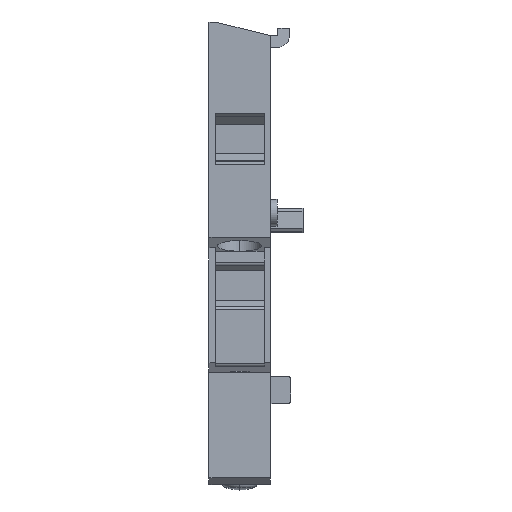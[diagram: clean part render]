
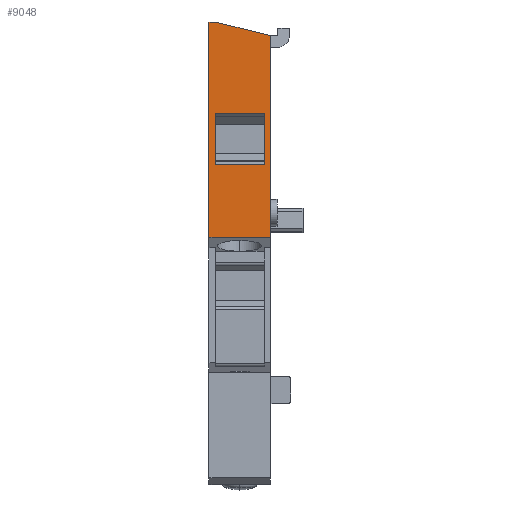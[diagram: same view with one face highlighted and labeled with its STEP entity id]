
A CAD part, left-side view. The second image highlights one B-rep face of the part: STEP entity #9048.
In plain terms, the highlighted planar face has unit normal (-1, 0, 0).
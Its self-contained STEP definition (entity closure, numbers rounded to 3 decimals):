
#143 = CARTESIAN_POINT ( 'NONE',  ( -45., 3.5, 0. ) ) ;
#460 = CARTESIAN_POINT ( 'NONE',  ( -45., 3.6, -13.362 ) ) ;
#573 = CARTESIAN_POINT ( 'NONE',  ( -45., -3.6, -20.938 ) ) ;
#576 = CARTESIAN_POINT ( 'NONE',  ( -45., -3.6, -20.938 ) ) ;
#726 = LINE ( 'NONE', #573, #4977 ) ;
#761 = DIRECTION ( 'NONE',  ( 0., 1., 0. ) ) ;
#837 = EDGE_CURVE ( 'NONE', #1474, #2599, #2277, .T. ) ;
#892 = ORIENTED_EDGE ( 'NONE', *, *, #4752, .T. ) ;
#1474 = VERTEX_POINT ( 'NONE', #6979 ) ;
#1564 = VERTEX_POINT ( 'NONE', #7022 ) ;
#1718 = DIRECTION ( 'NONE',  ( 0., 0., -1. ) ) ;
#1860 = VECTOR ( 'NONE', #1718, 1000. ) ;
#1903 = ORIENTED_EDGE ( 'NONE', *, *, #9324, .F. ) ;
#2000 = ORIENTED_EDGE ( 'NONE', *, *, #4643, .T. ) ;
#2048 = ORIENTED_EDGE ( 'NONE', *, *, #2342, .F. ) ;
#2089 = LINE ( 'NONE', #576, #9967 ) ;
#2137 = DIRECTION ( 'NONE',  ( 0., -0.97, -0.243 ) ) ;
#2238 = CARTESIAN_POINT ( 'NONE',  ( -45., -4.5, -31.6 ) ) ;
#2277 = LINE ( 'NONE', #7113, #6274 ) ;
#2342 = EDGE_CURVE ( 'NONE', #2599, #1564, #8293, .T. ) ;
#2360 = ORIENTED_EDGE ( 'NONE', *, *, #837, .F. ) ;
#2599 = VERTEX_POINT ( 'NONE', #460 ) ;
#2792 = LINE ( 'NONE', #8166, #6299 ) ;
#2919 = DIRECTION ( 'NONE',  ( 0., 0., -1. ) ) ;
#3111 = FACE_BOUND ( 'NONE', #3401, .T. ) ;
#3208 = DIRECTION ( 'NONE',  ( -1., 0., 0. ) ) ;
#3330 = VERTEX_POINT ( 'NONE', #6789 ) ;
#3401 = EDGE_LOOP ( 'NONE', ( #4128, #9041, #2048, #2360 ) ) ;
#3437 = CARTESIAN_POINT ( 'NONE',  ( -45., -4.5, -2. ) ) ;
#3880 = EDGE_CURVE ( 'NONE', #7406, #5994, #2792, .T. ) ;
#3939 = CARTESIAN_POINT ( 'NONE',  ( -45., 4.5, 0. ) ) ;
#4128 = ORIENTED_EDGE ( 'NONE', *, *, #9312, .T. ) ;
#4271 = CARTESIAN_POINT ( 'NONE',  ( -45., 4.5, 0. ) ) ;
#4502 = VECTOR ( 'NONE', #4544, 1000. ) ;
#4544 = DIRECTION ( 'NONE',  ( 0., -1., 0. ) ) ;
#4643 = EDGE_CURVE ( 'NONE', #8967, #7174, #6277, .T. ) ;
#4674 = DIRECTION ( 'NONE',  ( 0., 0., 1. ) ) ;
#4752 = EDGE_CURVE ( 'NONE', #7174, #5994, #6373, .T. ) ;
#4886 = CARTESIAN_POINT ( 'NONE',  ( -45., 4.5, -31.6 ) ) ;
#4977 = VECTOR ( 'NONE', #8439, 1000. ) ;
#5115 = DIRECTION ( 'NONE',  ( 0., 0., -1. ) ) ;
#5668 = VERTEX_POINT ( 'NONE', #143 ) ;
#5994 = VERTEX_POINT ( 'NONE', #2238 ) ;
#5995 = VECTOR ( 'NONE', #9514, 1000. ) ;
#6052 = LINE ( 'NONE', #8519, #4502 ) ;
#6274 = VECTOR ( 'NONE', #761, 1000. ) ;
#6277 = LINE ( 'NONE', #3939, #1860 ) ;
#6299 = VECTOR ( 'NONE', #5115, 1000. ) ;
#6329 = CARTESIAN_POINT ( 'NONE',  ( -45., 4.5, -31.6 ) ) ;
#6373 = LINE ( 'NONE', #6329, #5995 ) ;
#6630 = VECTOR ( 'NONE', #2137, 1000. ) ;
#6738 = EDGE_LOOP ( 'NONE', ( #1903, #8923, #2000, #892, #9833 ) ) ;
#6789 = CARTESIAN_POINT ( 'NONE',  ( -45., -3.6, -20.938 ) ) ;
#6979 = CARTESIAN_POINT ( 'NONE',  ( -45., -3.6, -13.362 ) ) ;
#7022 = CARTESIAN_POINT ( 'NONE',  ( -45., 3.6, -20.938 ) ) ;
#7113 = CARTESIAN_POINT ( 'NONE',  ( -45., -3.6, -13.362 ) ) ;
#7174 = VERTEX_POINT ( 'NONE', #4886 ) ;
#7406 = VERTEX_POINT ( 'NONE', #3437 ) ;
#7621 = AXIS2_PLACEMENT_3D ( 'NONE', #10165, #3208, #4674 ) ;
#7876 = EDGE_CURVE ( 'NONE', #3330, #1564, #726, .T. ) ;
#8166 = CARTESIAN_POINT ( 'NONE',  ( -45., -4.5, 0. ) ) ;
#8250 = VECTOR ( 'NONE', #2919, 1000. ) ;
#8293 = LINE ( 'NONE', #10000, #8250 ) ;
#8391 = DIRECTION ( 'NONE',  ( 0., 0., -1. ) ) ;
#8439 = DIRECTION ( 'NONE',  ( 0., 1., 0. ) ) ;
#8519 = CARTESIAN_POINT ( 'NONE',  ( -45., 4.5, 0. ) ) ;
#8598 = FACE_OUTER_BOUND ( 'NONE', #6738, .T. ) ;
#8923 = ORIENTED_EDGE ( 'NONE', *, *, #9742, .F. ) ;
#8967 = VERTEX_POINT ( 'NONE', #4271 ) ;
#9041 = ORIENTED_EDGE ( 'NONE', *, *, #7876, .T. ) ;
#9048 = ADVANCED_FACE ( 'NONE', ( #3111, #8598 ), #9474, .T. ) ;
#9056 = CARTESIAN_POINT ( 'NONE',  ( -45., 4.441, 0.235 ) ) ;
#9312 = EDGE_CURVE ( 'NONE', #1474, #3330, #2089, .T. ) ;
#9324 = EDGE_CURVE ( 'NONE', #5668, #7406, #10046, .T. ) ;
#9474 = PLANE ( 'NONE',  #7621 ) ;
#9514 = DIRECTION ( 'NONE',  ( 0., -1., 0. ) ) ;
#9742 = EDGE_CURVE ( 'NONE', #8967, #5668, #6052, .T. ) ;
#9833 = ORIENTED_EDGE ( 'NONE', *, *, #3880, .F. ) ;
#9967 = VECTOR ( 'NONE', #8391, 1000. ) ;
#10000 = CARTESIAN_POINT ( 'NONE',  ( -45., 3.6, -20.938 ) ) ;
#10046 = LINE ( 'NONE', #9056, #6630 ) ;
#10165 = CARTESIAN_POINT ( 'NONE',  ( -45., 4.5, 0. ) ) ;
